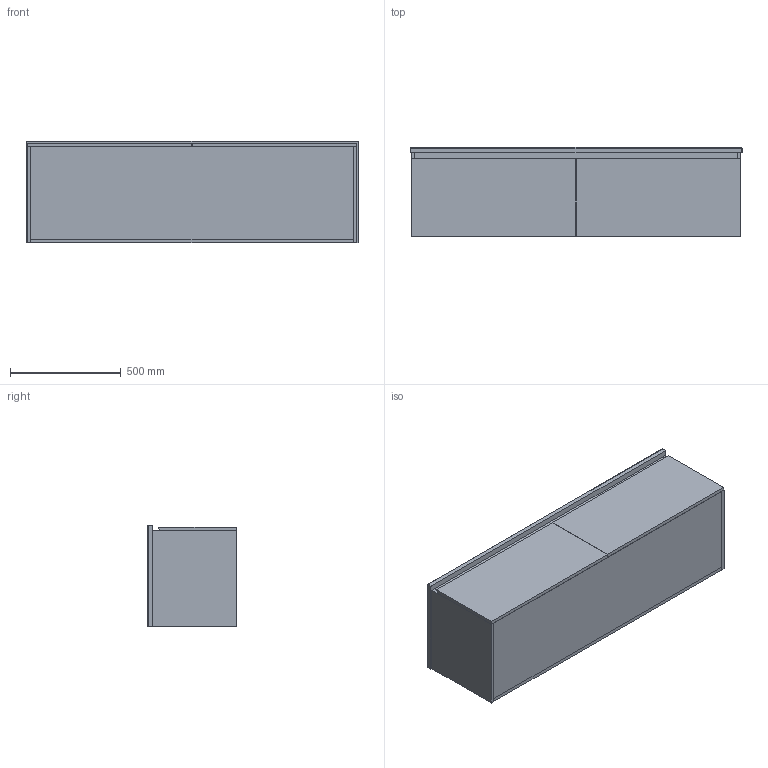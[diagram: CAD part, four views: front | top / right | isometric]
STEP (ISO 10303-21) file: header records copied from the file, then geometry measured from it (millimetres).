
FILE_DESCRIPTION (( 'STEP AP214' ), '1' );
FILE_NAME ('AD Slim Acrylic 1500 ASSEM.STEP', '2019-03-08T00:22:30', ( '' ), ( '' ), 'SwSTEP 2.0', 'SolidWorks 2015', '' );
FILE_SCHEMA (( 'AUTOMOTIVE_DESIGN' ));
Length unit declared in the file: millimetre
Products named in the file (3): Essentials Acrylic 1500; AD Slim Acrylic 1500 ASSEM; AD Slim Acrylic 1500
Assembly tree (2 placements, depth 2):
  AD Slim Acrylic 1500 ASSEM
    AD Slim Acrylic 1500
    Essentials Acrylic 1500
Bounding box: 1500 x 402 x 460 mm (x, y, z)
Volume: 51428309.5 mm3; surface area: 6186274.3 mm2
Topology: 8 solids, 8 shells, 84 faces, 180 edges, 110 vertices
Faces by surface type: plane 58, cylinder 14, bspline 6, sphere 4, torus 2
Entity records: 3204 total; most frequent: CARTESIAN_POINT 1087, DIRECTION 362, ORIENTED_EDGE 352, EDGE_CURVE 176, LINE 136, VECTOR 136, AXIS2_PLACEMENT_3D 113, VERTEX_POINT 110
